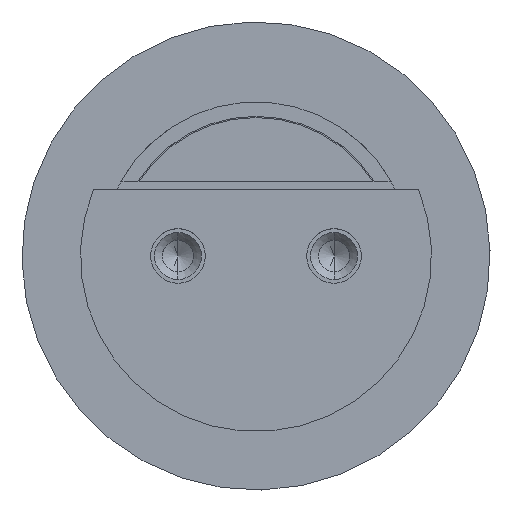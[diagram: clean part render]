
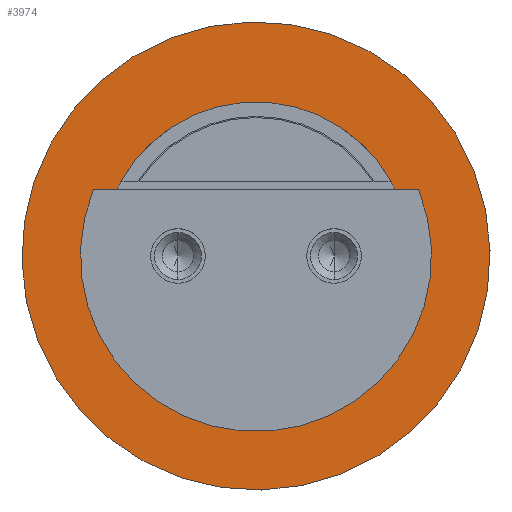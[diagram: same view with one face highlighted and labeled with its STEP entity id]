
A CAD part, front view. The second image highlights one B-rep face of the part: STEP entity #3974.
In plain terms, the highlighted planar face has unit normal (0, -1, 0).
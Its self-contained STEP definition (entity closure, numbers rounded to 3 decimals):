
#1 = CARTESIAN_POINT ( 'NONE',  ( -2.083, 0.5, 0.85 ) ) ;
#229 = EDGE_CURVE ( 'Defeature ausgef�hrt1_49+Defeature ausgef�hrt1_48+Defeature ausgef�hrt1_58+Defeature ausgef�hrt1_57', #5283, #1273, #3422, .T. ) ;
#252 = DIRECTION ( 'NONE',  ( 0., 0., 1. ) ) ;
#278 = VECTOR ( 'NONE', #5034, 1000. ) ;
#355 = EDGE_CURVE ( 'Defeature ausgef�hrt1_47+Defeature ausgef�hrt1_48+Defeature ausgef�hrt1_45+Defeature ausgef�hrt1_53', #1075, #4884, #3932, .T. ) ;
#385 = DIRECTION ( 'NONE',  ( 0., -1., 0. ) ) ;
#484 = EDGE_CURVE ( 'Defeature ausgef�hrt1_47+Defeature ausgef�hrt1_48+Defeature ausgef�hrt1_53+Defeature ausgef�hrt1_45', #5121, #2787, #4965, .T. ) ;
#508 = AXIS2_PLACEMENT_3D ( 'NONE', #815, #1610, #4915 ) ;
#696 = CARTESIAN_POINT ( 'NONE',  ( 0., 0.5, 0. ) ) ;
#815 = CARTESIAN_POINT ( 'NONE',  ( -2.966, 0.5, 0.448 ) ) ;
#845 = CARTESIAN_POINT ( 'NONE',  ( 2.083, 0.5, 0.85 ) ) ;
#891 = FACE_BOUND ( 'NONE', #2228, .T. ) ;
#942 = CARTESIAN_POINT ( 'NONE',  ( 2.25, 0.5, 0.85 ) ) ;
#951 = CIRCLE ( 'NONE', #3910, 2.25 ) ;
#993 = CARTESIAN_POINT ( 'NONE',  ( -1.783, 0.5, 0.85 ) ) ;
#1067 = DIRECTION ( 'NONE',  ( 0.149, 0., 0.989 ) ) ;
#1075 = VERTEX_POINT ( 'NONE', #845 ) ;
#1115 = AXIS2_PLACEMENT_3D ( 'NONE', #4812, #4841, #3971 ) ;
#1238 = ORIENTED_EDGE ( 'NONE', *, *, #484, .F. ) ;
#1241 = CARTESIAN_POINT ( 'NONE',  ( 0., 0.5, 0. ) ) ;
#1273 = VERTEX_POINT ( 'NONE', #3609 ) ;
#1278 = CARTESIAN_POINT ( 'NONE',  ( 1.783, 0.5, 0.85 ) ) ;
#1325 = CARTESIAN_POINT ( 'NONE',  ( 0., 0.5, 0. ) ) ;
#1388 = DIRECTION ( 'NONE',  ( 0., -1., 0. ) ) ;
#1447 = AXIS2_PLACEMENT_3D ( 'NONE', #1241, #385, #3663 ) ;
#1452 = AXIS2_PLACEMENT_3D ( 'NONE', #3013, #1388, #1067 ) ;
#1466 = EDGE_CURVE ( 'Defeature ausgef�hrt1_48+Defeature ausgef�hrt1_46+Defeature ausgef�hrt1_46+Defeature ausgef�hrt1_46', #1839, #4914, #2495, .T. ) ;
#1610 = DIRECTION ( 'NONE',  ( 0., 1., 0. ) ) ;
#1745 = DIRECTION ( 'NONE',  ( 0., -1., 0. ) ) ;
#1802 = CIRCLE ( 'NONE', #4469, 1.975 ) ;
#1839 = VERTEX_POINT ( 'NONE', #2488 ) ;
#2148 = EDGE_CURVE ( 'Defeature ausgef�hrt1_53+Defeature ausgef�hrt1_48+Defeature ausgef�hrt1_57+Defeature ausgef�hrt1_47', #1273, #5121, #4285, .T. ) ;
#2228 = EDGE_LOOP ( 'NONE', ( #4614, #4558, #4223, #5297, #3055, #1238 ) ) ;
#2476 = CARTESIAN_POINT ( 'NONE',  ( 0.448, 0.5, 2.966 ) ) ;
#2488 = CARTESIAN_POINT ( 'NONE',  ( -0.448, 0.5, -2.966 ) ) ;
#2495 = CIRCLE ( 'NONE', #1447, 3. ) ;
#2721 = DIRECTION ( 'NONE',  ( 0., -1., 0. ) ) ;
#2787 = VERTEX_POINT ( 'NONE', #1 ) ;
#2805 = PLANE ( 'NONE',  #508 ) ;
#2902 = CARTESIAN_POINT ( 'NONE',  ( 2.25, 0.5, 0.85 ) ) ;
#3013 = CARTESIAN_POINT ( 'NONE',  ( 0., 0.5, 0. ) ) ;
#3038 = ORIENTED_EDGE ( 'NONE', *, *, #3851, .T. ) ;
#3055 = ORIENTED_EDGE ( 'NONE', *, *, #4272, .F. ) ;
#3140 = DIRECTION ( 'NONE',  ( 0., -1., 0. ) ) ;
#3207 = CARTESIAN_POINT ( 'NONE',  ( 1.732, 0.5, 0.95 ) ) ;
#3236 = AXIS2_PLACEMENT_3D ( 'NONE', #696, #2721, #252 ) ;
#3422 = CIRCLE ( 'NONE', #3236, 1.975 ) ;
#3609 = CARTESIAN_POINT ( 'NONE',  ( -1.732, 0.5, 0.95 ) ) ;
#3663 = DIRECTION ( 'NONE',  ( 0.149, 0., 0.989 ) ) ;
#3851 = EDGE_CURVE ( 'Defeature ausgef�hrt1_48+Defeature ausgef�hrt1_46+Defeature ausgef�hrt1_46+Defeature ausgef�hrt1_46', #4914, #1839, #4554, .T. ) ;
#3910 = AXIS2_PLACEMENT_3D ( 'NONE', #1325, #1745, #4615 ) ;
#3932 = LINE ( 'NONE', #942, #278 ) ;
#3953 = EDGE_CURVE ( 'Defeature ausgef�hrt1_53+Defeature ausgef�hrt1_48+Defeature ausgef�hrt1_47+Defeature ausgef�hrt1_58', #4884, #5283, #1802, .T. ) ;
#3971 = DIRECTION ( 'NONE',  ( 0., 0., 1. ) ) ;
#3974 = ADVANCED_FACE ( 'Defeature ausgef�hrt1_48', ( #4821, #891 ), #2805, .F. ) ;
#4223 = ORIENTED_EDGE ( 'NONE', *, *, #3953, .F. ) ;
#4272 = EDGE_CURVE ( 'Defeature ausgef�hrt1_45+Defeature ausgef�hrt1_48+Defeature ausgef�hrt1_47+Defeature ausgef�hrt1_47', #2787, #1075, #951, .T. ) ;
#4285 = CIRCLE ( 'NONE', #1115, 1.975 ) ;
#4322 = ORIENTED_EDGE ( 'NONE', *, *, #1466, .T. ) ;
#4421 = CARTESIAN_POINT ( 'NONE',  ( 0., 0.5, 0. ) ) ;
#4454 = VECTOR ( 'NONE', #4597, 1000. ) ;
#4469 = AXIS2_PLACEMENT_3D ( 'NONE', #4421, #3140, #5218 ) ;
#4554 = CIRCLE ( 'NONE', #1452, 3. ) ;
#4558 = ORIENTED_EDGE ( 'NONE', *, *, #229, .F. ) ;
#4597 = DIRECTION ( 'NONE',  ( -1., 0., 0. ) ) ;
#4614 = ORIENTED_EDGE ( 'NONE', *, *, #2148, .F. ) ;
#4615 = DIRECTION ( 'NONE',  ( 0., 0., 1. ) ) ;
#4812 = CARTESIAN_POINT ( 'NONE',  ( 0., 0.5, 0. ) ) ;
#4821 = FACE_OUTER_BOUND ( 'NONE', #5289, .T. ) ;
#4841 = DIRECTION ( 'NONE',  ( 0., -1., 0. ) ) ;
#4884 = VERTEX_POINT ( 'NONE', #1278 ) ;
#4914 = VERTEX_POINT ( 'NONE', #2476 ) ;
#4915 = DIRECTION ( 'NONE',  ( -0.149, 0., -0.989 ) ) ;
#4965 = LINE ( 'NONE', #2902, #4454 ) ;
#5034 = DIRECTION ( 'NONE',  ( -1., 0., 0. ) ) ;
#5121 = VERTEX_POINT ( 'NONE', #993 ) ;
#5218 = DIRECTION ( 'NONE',  ( 0., 0., 1. ) ) ;
#5283 = VERTEX_POINT ( 'NONE', #3207 ) ;
#5289 = EDGE_LOOP ( 'NONE', ( #3038, #4322 ) ) ;
#5297 = ORIENTED_EDGE ( 'NONE', *, *, #355, .F. ) ;
